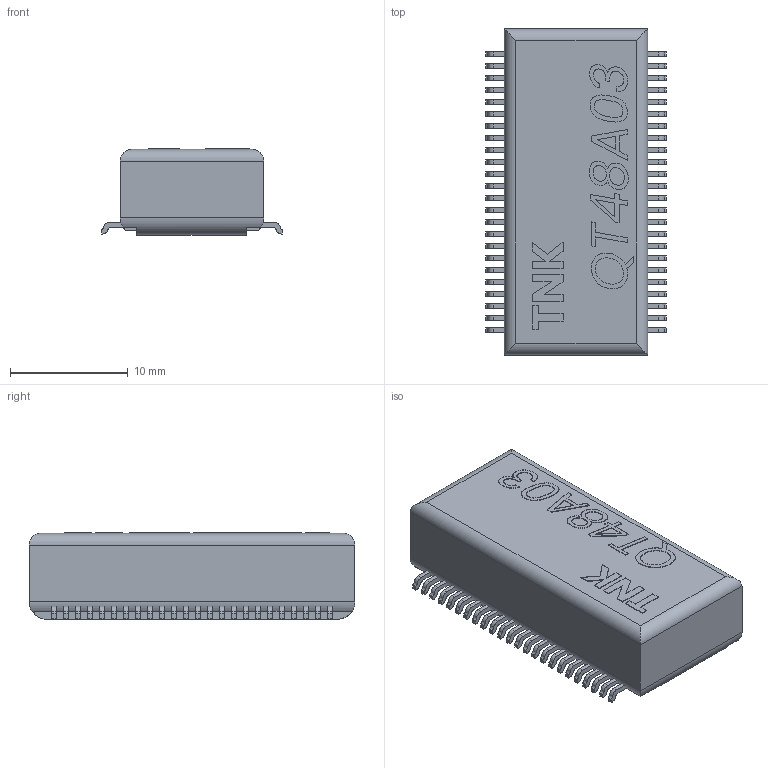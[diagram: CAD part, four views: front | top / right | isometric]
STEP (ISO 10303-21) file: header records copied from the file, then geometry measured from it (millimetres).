
FILE_DESCRIPTION(/* description */ ('STEP AP242','CAx-IF Rec.Pracs.---Representation and Presentation of Product Manufacturing Information (PMI)---4.0---2014-10-13','CAx-IF Rec.Pracs.---3D Tessellated Geometry---0.4---2014-09-14','2;1'),/* implementation_level */ '2;1');
FILE_NAME(/* name */ '665c3932e8a8272c47ebbd1f',/* time_stamp */ '2024-06-02T09:19:48Z',/* author */ (''),/* organization */ (''),/* preprocessor_version */ 'ST-DEVELOPER v20',/* originating_system */ ' ',/* authorisation */ ' ');
FILE_SCHEMA (('AP242_MANAGED_MODEL_BASED_3D_ENGINEERING_MIM_LF { 1 0 10303 442 1 1 4 }'));
Length unit declared in the file: metre
Products named in the file (31): Part 9; Part 31; Part 30; Part 29; Part 28; Part 27; Part 26; Part 25; Part 24; Part 23; Part 22; Part 21; Part 20; Part 19; Part 18; Part 17; Part 16; Part 15; Part 14; Part 13; Part 12; Part 11; Part 10; Part 8; Part 7; Part 6; Part 4; Part 5; Part 3; Part 2; Part 1
Bounding box: 15.36 x 27.7 x 7.35 mm (x, y, z)
Volume: 2485.4 mm3; surface area: 2541 mm2
Topology: 31 solids, 31 shells, 906 faces, 2467 edges, 1642 vertices
Faces by surface type: plane 473, bspline 230, cylinder 203
Entity records: 32708 total; most frequent: CARTESIAN_POINT 7576, ORIENTED_EDGE 4934, DIRECTION 3825, EDGE_CURVE 2467, VERTEX_POINT 1642, LINE 1603, VECTOR 1603, AXIS2_PLACEMENT_3D 1111
